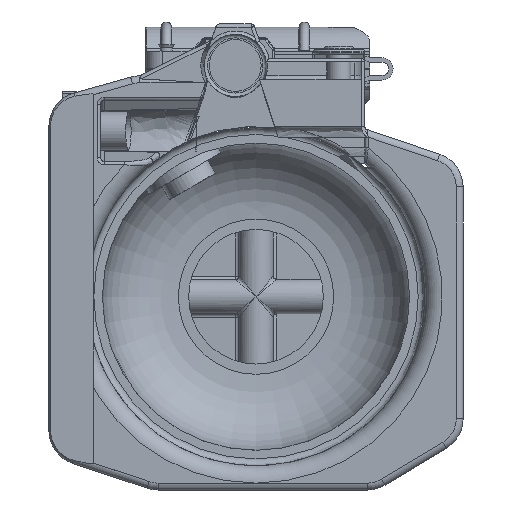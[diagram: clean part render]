
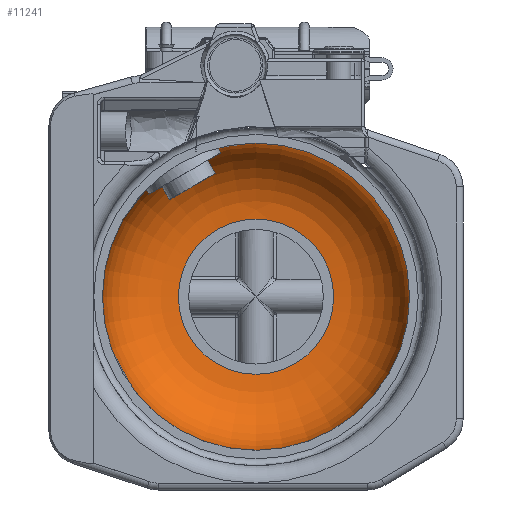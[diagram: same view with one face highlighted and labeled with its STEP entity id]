
A CAD part, front view. The second image highlights one B-rep face of the part: STEP entity #11241.
In plain terms, the highlighted toroidal (fillet/blend) face has major radius 22.5 mm and minor radius 22 mm.
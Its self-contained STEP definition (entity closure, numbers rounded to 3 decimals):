
#615 = DIRECTION ( 'NONE',  ( 0., 1., 0. ) ) ;
#1346 = EDGE_CURVE ( 'NONE', #16610, #16610, #6898, .T. ) ;
#1461 = AXIS2_PLACEMENT_3D ( 'NONE', #17335, #615, #12152 ) ;
#3854 = CARTESIAN_POINT ( 'NONE',  ( 62.541, 198.474, 197.286 ) ) ;
#4066 = FACE_OUTER_BOUND ( 'NONE', #15312, .T. ) ;
#4181 = VERTEX_POINT ( 'NONE', #17238 ) ;
#5952 = DIRECTION ( 'NONE',  ( 0., 0., 1. ) ) ;
#6627 = TOROIDAL_SURFACE ( 'NONE', #1461, 22.5, 22. ) ;
#6898 = CIRCLE ( 'NONE', #18971, 44.5 ) ;
#7394 = CIRCLE ( 'NONE', #19807, 22.5 ) ;
#7611 = FACE_OUTER_BOUND ( 'NONE', #15280, .T. ) ;
#7669 = CARTESIAN_POINT ( 'NONE',  ( 62.541, 220.474, 152.786 ) ) ;
#8391 = DIRECTION ( 'NONE',  ( 0., 0., 1. ) ) ;
#11241 = ADVANCED_FACE ( 'NONE', ( #4066, #7611 ), #6627, .T. ) ;
#12152 = DIRECTION ( 'NONE',  ( 0., 0., 1. ) ) ;
#13244 = CARTESIAN_POINT ( 'NONE',  ( 62.541, 198.474, 152.786 ) ) ;
#14866 = DIRECTION ( 'NONE',  ( 0., -1., 0. ) ) ;
#15280 = EDGE_LOOP ( 'NONE', ( #21242 ) ) ;
#15312 = EDGE_LOOP ( 'NONE', ( #15450 ) ) ;
#15450 = ORIENTED_EDGE ( 'NONE', *, *, #1346, .F. ) ;
#16610 = VERTEX_POINT ( 'NONE', #3854 ) ;
#17133 = EDGE_CURVE ( 'NONE', #4181, #4181, #7394, .T. ) ;
#17238 = CARTESIAN_POINT ( 'NONE',  ( 62.541, 220.474, 175.286 ) ) ;
#17335 = CARTESIAN_POINT ( 'NONE',  ( 62.541, 198.474, 152.786 ) ) ;
#17507 = DIRECTION ( 'NONE',  ( 0., 1., 0. ) ) ;
#18971 = AXIS2_PLACEMENT_3D ( 'NONE', #13244, #14866, #8391 ) ;
#19807 = AXIS2_PLACEMENT_3D ( 'NONE', #7669, #17507, #5952 ) ;
#21242 = ORIENTED_EDGE ( 'NONE', *, *, #17133, .F. ) ;
